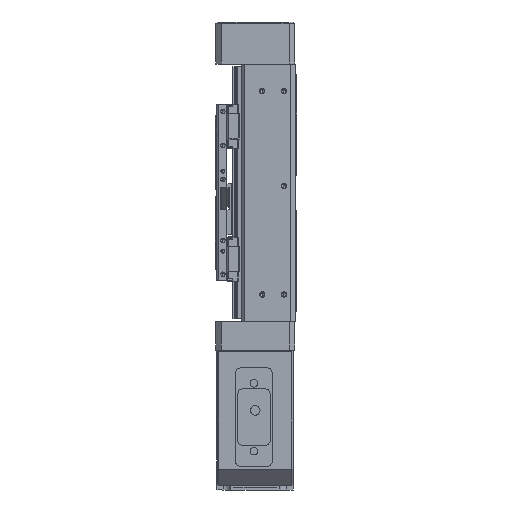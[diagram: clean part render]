
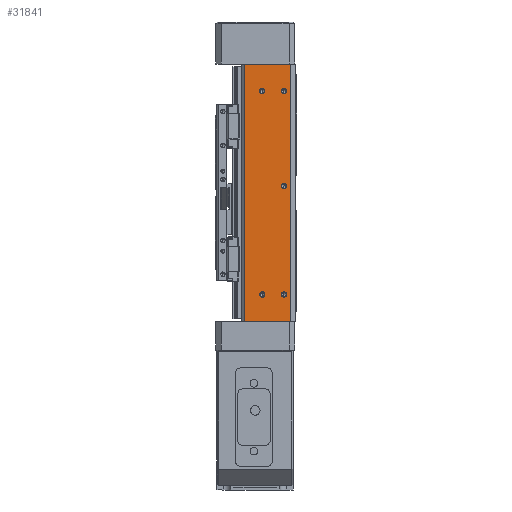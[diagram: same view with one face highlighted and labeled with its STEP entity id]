
A CAD part, left-side view. The second image highlights one B-rep face of the part: STEP entity #31841.
In plain terms, the highlighted planar face has unit normal (-1, 0, 0).
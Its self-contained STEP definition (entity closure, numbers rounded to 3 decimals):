
#36 = DIRECTION ( 'NONE',  ( -1., 0., 0. ) ) ;
#628 = VERTEX_POINT ( 'NONE', #6454 ) ;
#786 = ORIENTED_EDGE ( 'NONE', *, *, #40862, .T. ) ;
#895 = DIRECTION ( 'NONE',  ( 0., 0., 1. ) ) ;
#966 = AXIS2_PLACEMENT_3D ( 'NONE', #43284, #36444, #8983 ) ;
#1197 = VECTOR ( 'NONE', #36167, 1000. ) ;
#1734 = CARTESIAN_POINT ( 'NONE',  ( 0., 0., 95. ) ) ;
#1994 = DIRECTION ( 'NONE',  ( -1., 0., 0. ) ) ;
#2067 = AXIS2_PLACEMENT_3D ( 'NONE', #31409, #36, #13978 ) ;
#2461 = ORIENTED_EDGE ( 'NONE', *, *, #42092, .F. ) ;
#2576 = EDGE_CURVE ( 'NONE', #30681, #628, #3764, .T. ) ;
#3143 = CARTESIAN_POINT ( 'NONE',  ( 0., -15., 86. ) ) ;
#3168 = DIRECTION ( 'NONE',  ( -1., 0., 0. ) ) ;
#3764 = CIRCLE ( 'NONE', #38848, 1. ) ;
#3847 = EDGE_CURVE ( 'NONE', #16306, #11604, #23657, .T. ) ;
#4113 = AXIS2_PLACEMENT_3D ( 'NONE', #31765, #27859, #20998 ) ;
#4606 = CARTESIAN_POINT ( 'NONE',  ( 0., -15., 84. ) ) ;
#6014 = DIRECTION ( 'NONE',  ( 0., 0., 1. ) ) ;
#6325 = CARTESIAN_POINT ( 'NONE',  ( 0., -7., 84. ) ) ;
#6454 = CARTESIAN_POINT ( 'NONE',  ( 0., -7., 11. ) ) ;
#7629 = VERTEX_POINT ( 'NONE', #6325 ) ;
#8884 = CARTESIAN_POINT ( 'NONE',  ( 0., -7., 9. ) ) ;
#8894 = EDGE_CURVE ( 'NONE', #38058, #30413, #42476, .T. ) ;
#8983 = DIRECTION ( 'NONE',  ( 0., 0., 1. ) ) ;
#9033 = DIRECTION ( 'NONE',  ( -1., 0., 0. ) ) ;
#9116 = FACE_BOUND ( 'NONE', #12291, .T. ) ;
#10084 = ORIENTED_EDGE ( 'NONE', *, *, #29876, .F. ) ;
#11346 = AXIS2_PLACEMENT_3D ( 'NONE', #43073, #33715, #6014 ) ;
#11604 = VERTEX_POINT ( 'NONE', #40527 ) ;
#12088 = ORIENTED_EDGE ( 'NONE', *, *, #3847, .F. ) ;
#12118 = CIRCLE ( 'NONE', #17985, 1. ) ;
#12291 = EDGE_LOOP ( 'NONE', ( #16199, #38547 ) ) ;
#12507 = DIRECTION ( 'NONE',  ( 0., 0., 1. ) ) ;
#12633 = ORIENTED_EDGE ( 'NONE', *, *, #42343, .T. ) ;
#13583 = AXIS2_PLACEMENT_3D ( 'NONE', #26286, #23307, #37709 ) ;
#13941 = CARTESIAN_POINT ( 'NONE',  ( 0., -17.4, 0. ) ) ;
#13978 = DIRECTION ( 'NONE',  ( 0., 0., 1. ) ) ;
#14662 = LINE ( 'NONE', #18571, #1197 ) ;
#16199 = ORIENTED_EDGE ( 'NONE', *, *, #40804, .F. ) ;
#16306 = VERTEX_POINT ( 'NONE', #39967 ) ;
#16440 = DIRECTION ( 'NONE',  ( 0., 0., 1. ) ) ;
#16638 = CARTESIAN_POINT ( 'NONE',  ( 0., -7., 10. ) ) ;
#17220 = VERTEX_POINT ( 'NONE', #26515 ) ;
#17242 = CIRCLE ( 'NONE', #4113, 1. ) ;
#17276 = EDGE_CURVE ( 'NONE', #11604, #16306, #36792, .T. ) ;
#17529 = CARTESIAN_POINT ( 'NONE',  ( 0., -17.4, 95. ) ) ;
#17759 = VERTEX_POINT ( 'NONE', #17529 ) ;
#17846 = EDGE_LOOP ( 'NONE', ( #10084, #22942 ) ) ;
#17985 = AXIS2_PLACEMENT_3D ( 'NONE', #40147, #9033, #40371 ) ;
#18511 = DIRECTION ( 'NONE',  ( 0., 0., 1. ) ) ;
#18571 = CARTESIAN_POINT ( 'NONE',  ( 0., -17.4, 95. ) ) ;
#18739 = DIRECTION ( 'NONE',  ( -1., 0., 0. ) ) ;
#20323 = FACE_BOUND ( 'NONE', #17846, .T. ) ;
#20955 = AXIS2_PLACEMENT_3D ( 'NONE', #38885, #18739, #18511 ) ;
#20998 = DIRECTION ( 'NONE',  ( 0., 0., 1. ) ) ;
#21781 = CARTESIAN_POINT ( 'NONE',  ( 0., -0.3, 95. ) ) ;
#22566 = DIRECTION ( 'NONE',  ( 0., 0., -1. ) ) ;
#22610 = VERTEX_POINT ( 'NONE', #23359 ) ;
#22822 = EDGE_CURVE ( 'NONE', #42402, #17759, #23010, .T. ) ;
#22942 = ORIENTED_EDGE ( 'NONE', *, *, #39181, .F. ) ;
#23010 = LINE ( 'NONE', #1734, #42992 ) ;
#23307 = DIRECTION ( 'NONE',  ( 1., 0., 0. ) ) ;
#23359 = CARTESIAN_POINT ( 'NONE',  ( 0., -15., 51. ) ) ;
#23657 = CIRCLE ( 'NONE', #38291, 1. ) ;
#24214 = EDGE_LOOP ( 'NONE', ( #29068, #12088 ) ) ;
#25123 = DIRECTION ( 'NONE',  ( 0., -1., 0. ) ) ;
#25939 = ORIENTED_EDGE ( 'NONE', *, *, #33793, .F. ) ;
#26286 = CARTESIAN_POINT ( 'NONE',  ( 0., 0., 95. ) ) ;
#26515 = CARTESIAN_POINT ( 'NONE',  ( 0., -15., 49. ) ) ;
#26570 = AXIS2_PLACEMENT_3D ( 'NONE', #41834, #42287, #895 ) ;
#27184 = FACE_BOUND ( 'NONE', #31915, .T. ) ;
#27859 = DIRECTION ( 'NONE',  ( -1., 0., 0. ) ) ;
#27981 = CIRCLE ( 'NONE', #966, 1. ) ;
#28114 = EDGE_CURVE ( 'NONE', #628, #30681, #27981, .T. ) ;
#28913 = CIRCLE ( 'NONE', #11346, 1. ) ;
#29068 = ORIENTED_EDGE ( 'NONE', *, *, #17276, .F. ) ;
#29773 = DIRECTION ( 'NONE',  ( 0., 0., 1. ) ) ;
#29876 = EDGE_CURVE ( 'NONE', #35781, #34921, #28913, .T. ) ;
#29962 = FACE_BOUND ( 'NONE', #24214, .T. ) ;
#30252 = CIRCLE ( 'NONE', #26570, 1. ) ;
#30413 = VERTEX_POINT ( 'NONE', #13941 ) ;
#30681 = VERTEX_POINT ( 'NONE', #8884 ) ;
#30852 = ORIENTED_EDGE ( 'NONE', *, *, #8894, .T. ) ;
#30894 = CARTESIAN_POINT ( 'NONE',  ( 0., -0.3, 0. ) ) ;
#31409 = CARTESIAN_POINT ( 'NONE',  ( 0., -15., 50. ) ) ;
#31765 = CARTESIAN_POINT ( 'NONE',  ( 0., -7., 85. ) ) ;
#31841 = ADVANCED_FACE ( 'NONE', ( #33615, #27184, #29962, #9116, #20323, #40910 ), #40685, .F. ) ;
#31871 = EDGE_LOOP ( 'NONE', ( #25939, #2461 ) ) ;
#31915 = EDGE_LOOP ( 'NONE', ( #44635, #37990 ) ) ;
#32015 = CARTESIAN_POINT ( 'NONE',  ( 0., 0., 0. ) ) ;
#32983 = DIRECTION ( 'NONE',  ( -1., 0., 0. ) ) ;
#33345 = EDGE_LOOP ( 'NONE', ( #37796, #786, #30852, #12633 ) ) ;
#33615 = FACE_BOUND ( 'NONE', #31871, .T. ) ;
#33715 = DIRECTION ( 'NONE',  ( -1., 0., 0. ) ) ;
#33793 = EDGE_CURVE ( 'NONE', #22610, #17220, #41509, .T. ) ;
#34522 = CARTESIAN_POINT ( 'NONE',  ( 0., -15., 10. ) ) ;
#34737 = LINE ( 'NONE', #38619, #44231 ) ;
#34796 = VECTOR ( 'NONE', #25123, 1000. ) ;
#34921 = VERTEX_POINT ( 'NONE', #4606 ) ;
#35781 = VERTEX_POINT ( 'NONE', #3143 ) ;
#36167 = DIRECTION ( 'NONE',  ( 0., 0., 1. ) ) ;
#36444 = DIRECTION ( 'NONE',  ( -1., 0., 0. ) ) ;
#36778 = CARTESIAN_POINT ( 'NONE',  ( 0., -7., 86. ) ) ;
#36792 = CIRCLE ( 'NONE', #39015, 1. ) ;
#37003 = CIRCLE ( 'NONE', #20955, 1. ) ;
#37051 = CARTESIAN_POINT ( 'NONE',  ( 0., -15., 10. ) ) ;
#37709 = DIRECTION ( 'NONE',  ( 0., 1., 0. ) ) ;
#37796 = ORIENTED_EDGE ( 'NONE', *, *, #22822, .F. ) ;
#37990 = ORIENTED_EDGE ( 'NONE', *, *, #2576, .F. ) ;
#38058 = VERTEX_POINT ( 'NONE', #30894 ) ;
#38291 = AXIS2_PLACEMENT_3D ( 'NONE', #37051, #32983, #29773 ) ;
#38547 = ORIENTED_EDGE ( 'NONE', *, *, #42703, .F. ) ;
#38619 = CARTESIAN_POINT ( 'NONE',  ( 0., -0.3, 95. ) ) ;
#38848 = AXIS2_PLACEMENT_3D ( 'NONE', #16638, #1994, #12507 ) ;
#38885 = CARTESIAN_POINT ( 'NONE',  ( 0., -7., 85. ) ) ;
#39015 = AXIS2_PLACEMENT_3D ( 'NONE', #34522, #3168, #16440 ) ;
#39181 = EDGE_CURVE ( 'NONE', #34921, #35781, #30252, .T. ) ;
#39963 = DIRECTION ( 'NONE',  ( 0., -1., 0. ) ) ;
#39967 = CARTESIAN_POINT ( 'NONE',  ( 0., -15., 9. ) ) ;
#40147 = CARTESIAN_POINT ( 'NONE',  ( 0., -15., 50. ) ) ;
#40371 = DIRECTION ( 'NONE',  ( 0., 0., 1. ) ) ;
#40527 = CARTESIAN_POINT ( 'NONE',  ( 0., -15., 11. ) ) ;
#40555 = VERTEX_POINT ( 'NONE', #36778 ) ;
#40685 = PLANE ( 'NONE',  #13583 ) ;
#40804 = EDGE_CURVE ( 'NONE', #40555, #7629, #17242, .T. ) ;
#40862 = EDGE_CURVE ( 'NONE', #42402, #38058, #34737, .T. ) ;
#40910 = FACE_OUTER_BOUND ( 'NONE', #33345, .T. ) ;
#41509 = CIRCLE ( 'NONE', #2067, 1. ) ;
#41834 = CARTESIAN_POINT ( 'NONE',  ( 0., -15., 85. ) ) ;
#42092 = EDGE_CURVE ( 'NONE', #17220, #22610, #12118, .T. ) ;
#42287 = DIRECTION ( 'NONE',  ( -1., 0., 0. ) ) ;
#42343 = EDGE_CURVE ( 'NONE', #30413, #17759, #14662, .T. ) ;
#42402 = VERTEX_POINT ( 'NONE', #21781 ) ;
#42476 = LINE ( 'NONE', #32015, #34796 ) ;
#42703 = EDGE_CURVE ( 'NONE', #7629, #40555, #37003, .T. ) ;
#42992 = VECTOR ( 'NONE', #39963, 1000. ) ;
#43073 = CARTESIAN_POINT ( 'NONE',  ( 0., -15., 85. ) ) ;
#43284 = CARTESIAN_POINT ( 'NONE',  ( 0., -7., 10. ) ) ;
#44231 = VECTOR ( 'NONE', #22566, 1000. ) ;
#44635 = ORIENTED_EDGE ( 'NONE', *, *, #28114, .F. ) ;
